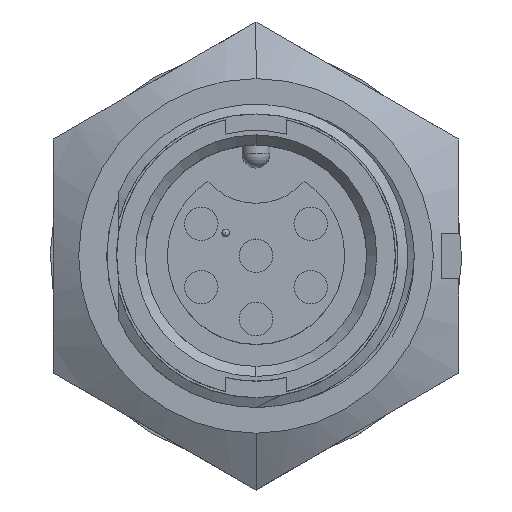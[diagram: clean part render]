
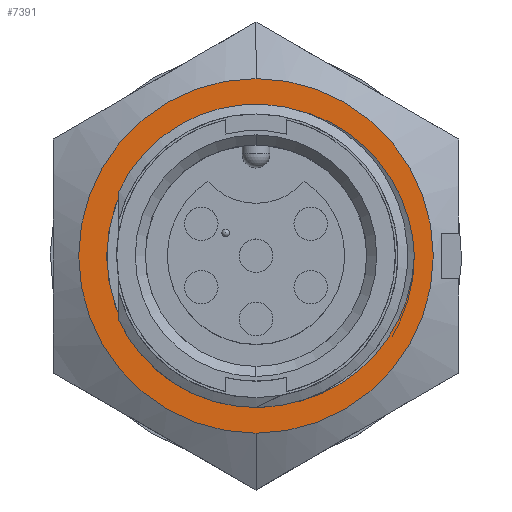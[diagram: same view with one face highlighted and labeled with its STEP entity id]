
A CAD part, top view. The second image highlights one B-rep face of the part: STEP entity #7391.
In plain terms, the highlighted planar face has unit normal (0, 0, 1).
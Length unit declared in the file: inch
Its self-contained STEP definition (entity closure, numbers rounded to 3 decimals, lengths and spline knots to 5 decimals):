
#355 = B_SPLINE_CURVE_WITH_KNOTS ( 'NONE', 3,
 ( #2438, #2519, #2516, #2506, #2509, #2536, #2441, #2534, #2531, #2428, #2562, #2445, #2571, #2582, #2574, #2449, #2452, #2558, #2546, #2431 ),
 .UNSPECIFIED., .F., .F.,
 ( 4, 2, 2, 2, 2, 2, 2, 2, 2, 4 ),
 ( 0., 0.00086, 0.00171, 0.00343, 0.00514, 0.00685, 0.00856, 0.01028, 0.01199, 0.0137 ),
 .UNSPECIFIED. ) ;
#363 = B_SPLINE_CURVE_WITH_KNOTS ( 'NONE', 3,
 ( #2482, #2481, #2480, #2479, #2478, #2477, #2476, #2475, #2474, #2473, #2472, #2471, #2470, #2469, #2468, #2467, #2466, #2465, #2464, #2462 ),
 .UNSPECIFIED., .F., .F.,
 ( 4, 2, 2, 2, 2, 2, 2, 2, 2, 4 ),
 ( 0., 0.00086, 0.00171, 0.00343, 0.00514, 0.00685, 0.00856, 0.01028, 0.01199, 0.0137 ),
 .UNSPECIFIED. ) ;
#2428 = CARTESIAN_POINT ( 'NONE',  ( 0.22923, -0.20255, -0.29094 ) ) ;
#2431 = CARTESIAN_POINT ( 'NONE',  ( -0.05788, -0.28876, -0.29094 ) ) ;
#2438 = CARTESIAN_POINT ( 'NONE',  ( 0.3125, 0., -0.29094 ) ) ;
#2441 = CARTESIAN_POINT ( 'NONE',  ( 0.28976, -0.1092, -0.29094 ) ) ;
#2445 = CARTESIAN_POINT ( 'NONE',  ( 0.1778, -0.24626, -0.29094 ) ) ;
#2449 = CARTESIAN_POINT ( 'NONE',  ( 0.05334, -0.2943, -0.29094 ) ) ;
#2452 = CARTESIAN_POINT ( 'NONE',  ( 0.03074, -0.29673, -0.29094 ) ) ;
#2462 = CARTESIAN_POINT ( 'NONE',  ( 0.3125, 0., -0.29094 ) ) ;
#2464 = CARTESIAN_POINT ( 'NONE',  ( 0.3118, 0.02252, -0.29094 ) ) ;
#2465 = CARTESIAN_POINT ( 'NONE',  ( 0.30862, 0.04496, -0.29094 ) ) ;
#2466 = CARTESIAN_POINT ( 'NONE',  ( 0.29751, 0.0885, -0.29094 ) ) ;
#2467 = CARTESIAN_POINT ( 'NONE',  ( 0.28953, 0.10971, -0.29094 ) ) ;
#2468 = CARTESIAN_POINT ( 'NONE',  ( 0.26946, 0.14941, -0.29094 ) ) ;
#2469 = CARTESIAN_POINT ( 'NONE',  ( 0.25734, 0.16811, -0.29094 ) ) ;
#2470 = CARTESIAN_POINT ( 'NONE',  ( 0.22885, 0.20298, -0.29094 ) ) ;
#2471 = CARTESIAN_POINT ( 'NONE',  ( 0.21298, 0.21858, -0.29094 ) ) ;
#2472 = CARTESIAN_POINT ( 'NONE',  ( 0.178, 0.24611, -0.29094 ) ) ;
#2473 = CARTESIAN_POINT ( 'NONE',  ( 0.15867, 0.25809, -0.29094 ) ) ;
#2474 = CARTESIAN_POINT ( 'NONE',  ( 0.11846, 0.27717, -0.29094 ) ) ;
#2475 = CARTESIAN_POINT ( 'NONE',  ( 0.09743, 0.28445, -0.29094 ) ) ;
#2476 = CARTESIAN_POINT ( 'NONE',  ( 0.05346, 0.2943, -0.29094 ) ) ;
#2477 = CARTESIAN_POINT ( 'NONE',  ( 0.03127, 0.2967, -0.29094 ) ) ;
#2478 = CARTESIAN_POINT ( 'NONE',  ( -0.00224, 0.2966, -0.29094 ) ) ;
#2479 = CARTESIAN_POINT ( 'NONE',  ( -0.01351, 0.29594, -0.29094 ) ) ;
#2480 = CARTESIAN_POINT ( 'NONE',  ( -0.03584, 0.29331, -0.29094 ) ) ;
#2481 = CARTESIAN_POINT ( 'NONE',  ( -0.04691, 0.29136, -0.29094 ) ) ;
#2482 = CARTESIAN_POINT ( 'NONE',  ( -0.05788, 0.28876, -0.29094 ) ) ;
#2506 = CARTESIAN_POINT ( 'NONE',  ( 0.30804, -0.04473, -0.29094 ) ) ;
#2509 = CARTESIAN_POINT ( 'NONE',  ( 0.30585, -0.0558, -0.29094 ) ) ;
#2512 = DIRECTION ( 'NONE',  ( 0., 1., 0. ) ) ;
#2513 = DIRECTION ( 'NONE',  ( 0., 0., -1. ) ) ;
#2514 = CARTESIAN_POINT ( 'NONE',  ( 0., 0., -0.29094 ) ) ;
#2516 = CARTESIAN_POINT ( 'NONE',  ( 0.31119, -0.02246, -0.29094 ) ) ;
#2519 = CARTESIAN_POINT ( 'NONE',  ( 0.31215, -0.01126, -0.29094 ) ) ;
#2531 = CARTESIAN_POINT ( 'NONE',  ( 0.25734, -0.16807, -0.29094 ) ) ;
#2534 = CARTESIAN_POINT ( 'NONE',  ( 0.26947, -0.14943, -0.29094 ) ) ;
#2536 = CARTESIAN_POINT ( 'NONE',  ( 0.29757, -0.08828, -0.29094 ) ) ;
#2546 = CARTESIAN_POINT ( 'NONE',  ( -0.03594, -0.29395, -0.29094 ) ) ;
#2558 = CARTESIAN_POINT ( 'NONE',  ( -0.01383, -0.29654, -0.29094 ) ) ;
#2562 = CARTESIAN_POINT ( 'NONE',  ( 0.2131, -0.21849, -0.29094 ) ) ;
#2571 = CARTESIAN_POINT ( 'NONE',  ( 0.15857, -0.25816, -0.29094 ) ) ;
#2574 = CARTESIAN_POINT ( 'NONE',  ( 0.09675, -0.28463, -0.29094 ) ) ;
#2582 = CARTESIAN_POINT ( 'NONE',  ( 0.11786, -0.27742, -0.29094 ) ) ;
#6285 = EDGE_LOOP ( 'NONE', ( #9491, #9296 ) ) ;
#6313 = EDGE_LOOP ( 'NONE', ( #9874, #9366, #9210 ) ) ;
#6449 = VERTEX_POINT ( 'NONE', #13009 ) ;
#6450 = VERTEX_POINT ( 'NONE', #13011 ) ;
#6461 = VERTEX_POINT ( 'NONE', #12948 ) ;
#6486 = VERTEX_POINT ( 'NONE', #12727 ) ;
#6487 = VERTEX_POINT ( 'NONE', #12728 ) ;
#7037 = EDGE_CURVE ( 'NONE', #6461, #6487, #7239, .T. ) ;
#7114 = EDGE_CURVE ( 'NONE', #6487, #6461, #7228, .T. ) ;
#7124 = EDGE_CURVE ( 'NONE', #6450, #6449, #363, .T. ) ;
#7132 = EDGE_CURVE ( 'NONE', #6449, #6486, #355, .T. ) ;
#7228 = CIRCLE ( 'NONE', #15747, 0.35 ) ;
#7239 = CIRCLE ( 'NONE', #15689, 0.35 ) ;
#7247 = CIRCLE ( 'NONE', #9008, 0.2945 ) ;
#7328 = EDGE_CURVE ( 'NONE', #6450, #6486, #7247, .T. ) ;
#7391 = ADVANCED_FACE ( 'NONE', ( #9086, #9087 ), #14438, .F. ) ;
#9008 = AXIS2_PLACEMENT_3D ( 'NONE', #10979, #10980, #10981 ) ;
#9086 = FACE_BOUND ( 'NONE', #6313, .T. ) ;
#9087 = FACE_OUTER_BOUND ( 'NONE', #6285, .T. ) ;
#9090 = AXIS2_PLACEMENT_3D ( 'NONE', #14439, #14440, #14441 ) ;
#9210 = ORIENTED_EDGE ( 'NONE', *, *, #7328, .F. ) ;
#9296 = ORIENTED_EDGE ( 'NONE', *, *, #7114, .F. ) ;
#9366 = ORIENTED_EDGE ( 'NONE', *, *, #7132, .T. ) ;
#9491 = ORIENTED_EDGE ( 'NONE', *, *, #7037, .F. ) ;
#9874 = ORIENTED_EDGE ( 'NONE', *, *, #7124, .T. ) ;
#10452 = DIRECTION ( 'NONE',  ( 0., 1., 0. ) ) ;
#10453 = DIRECTION ( 'NONE',  ( 0., 0., -1. ) ) ;
#10454 = CARTESIAN_POINT ( 'NONE',  ( 0., 0., -0.29094 ) ) ;
#10979 = CARTESIAN_POINT ( 'NONE',  ( 0., 0., -0.29094 ) ) ;
#10980 = DIRECTION ( 'NONE',  ( 0., 0., 1. ) ) ;
#10981 = DIRECTION ( 'NONE',  ( 0., -1., 0. ) ) ;
#12727 = CARTESIAN_POINT ( 'NONE',  ( -0.05788, -0.28876, -0.29094 ) ) ;
#12728 = CARTESIAN_POINT ( 'NONE',  ( 0., -0.35, -0.29094 ) ) ;
#12948 = CARTESIAN_POINT ( 'NONE',  ( 0., 0.35, -0.29094 ) ) ;
#13009 = CARTESIAN_POINT ( 'NONE',  ( 0.3125, 0., -0.29094 ) ) ;
#13011 = CARTESIAN_POINT ( 'NONE',  ( -0.05788, 0.28876, -0.29094 ) ) ;
#14438 = PLANE ( 'NONE',  #9090 ) ;
#14439 = CARTESIAN_POINT ( 'NONE',  ( -0.4, 0.23094, -0.29094 ) ) ;
#14440 = DIRECTION ( 'NONE',  ( 0., 0., -1. ) ) ;
#14441 = DIRECTION ( 'NONE',  ( 0., 1., 0. ) ) ;
#15689 = AXIS2_PLACEMENT_3D ( 'NONE', #10454, #10453, #10452 ) ;
#15747 = AXIS2_PLACEMENT_3D ( 'NONE', #2514, #2513, #2512 ) ;
